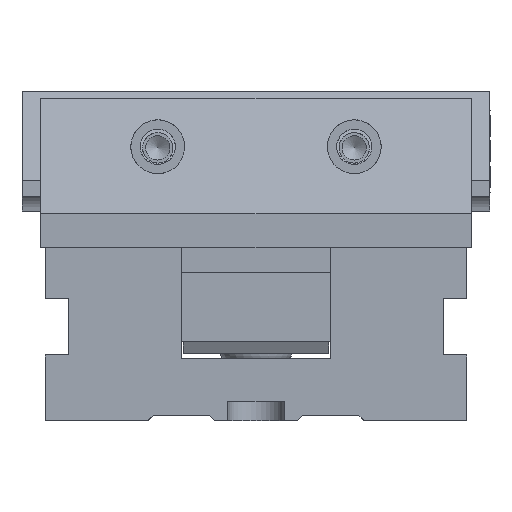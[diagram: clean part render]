
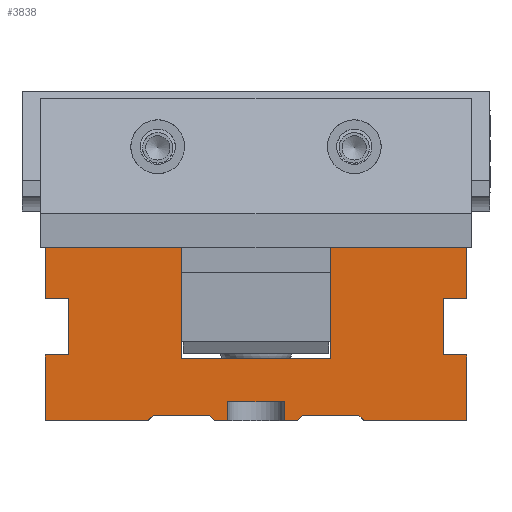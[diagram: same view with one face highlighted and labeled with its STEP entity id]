
A CAD part, left-side view. The second image highlights one B-rep face of the part: STEP entity #3838.
In plain terms, the highlighted planar face has unit normal (-1, 0, 0).
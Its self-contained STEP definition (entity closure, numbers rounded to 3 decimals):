
#3838=ADVANCED_FACE('',(#4415),#4129,.T.);
#4129=PLANE('',#10751);
#4415=FACE_OUTER_BOUND('',#4896,.T.);
#4896=EDGE_LOOP('',(#7890,#7891,#7892,#7893,#7894,#7895,#7896,#7897,#7898,
#7899,#7900,#7901,#7902,#7903,#7904,#7905,#7906,#7907,#7908,#7909,#7910,
#7911,#7912,#7913,#7914,#7915,#7916,#7917));
#5494=LINE('',#14944,#6178);
#5500=LINE('',#14963,#6184);
#5504=LINE('',#14972,#6188);
#5506=LINE('',#14976,#6190);
#5513=LINE('',#14992,#6197);
#5517=LINE('',#15002,#6201);
#5520=LINE('',#15010,#6204);
#5530=LINE('',#15036,#6214);
#5533=LINE('',#15042,#6217);
#5538=LINE('',#15053,#6222);
#5574=LINE('',#15141,#6258);
#5575=LINE('',#15143,#6259);
#5576=LINE('',#15145,#6260);
#5577=LINE('',#15147,#6261);
#5578=LINE('',#15149,#6262);
#5579=LINE('',#15150,#6263);
#5580=LINE('',#15152,#6264);
#5581=LINE('',#15153,#6265);
#5582=LINE('',#15155,#6266);
#5583=LINE('',#15157,#6267);
#5584=LINE('',#15158,#6268);
#5585=LINE('',#15160,#6269);
#5586=LINE('',#15162,#6270);
#5587=LINE('',#15163,#6271);
#5588=LINE('',#15165,#6272);
#5589=LINE('',#15167,#6273);
#5590=LINE('',#15169,#6274);
#5591=LINE('',#15170,#6275);
#6178=VECTOR('',#12317,1.);
#6184=VECTOR('',#12333,1.);
#6188=VECTOR('',#12339,1.);
#6190=VECTOR('',#12343,1.);
#6197=VECTOR('',#12354,1.);
#6201=VECTOR('',#12362,1.);
#6204=VECTOR('',#12367,1.);
#6214=VECTOR('',#12385,1.);
#6217=VECTOR('',#12390,1.);
#6222=VECTOR('',#12401,1.);
#6258=VECTOR('',#12469,1.);
#6259=VECTOR('',#12472,1.);
#6260=VECTOR('',#12473,1.);
#6261=VECTOR('',#12474,1.);
#6262=VECTOR('',#12475,1.);
#6263=VECTOR('',#12476,1.);
#6264=VECTOR('',#12477,1.);
#6265=VECTOR('',#12478,1.);
#6266=VECTOR('',#12479,1.);
#6267=VECTOR('',#12480,1.);
#6268=VECTOR('',#12481,1.);
#6269=VECTOR('',#12482,1.);
#6270=VECTOR('',#12483,1.);
#6271=VECTOR('',#12484,1.);
#6272=VECTOR('',#12485,1.);
#6273=VECTOR('',#12486,1.);
#6274=VECTOR('',#12487,1.);
#6275=VECTOR('',#12488,1.);
#7890=ORIENTED_EDGE('',*,*,#9832,.F.);
#7891=ORIENTED_EDGE('',*,*,#9765,.T.);
#7892=ORIENTED_EDGE('',*,*,#9833,.F.);
#7893=ORIENTED_EDGE('',*,*,#9834,.F.);
#7894=ORIENTED_EDGE('',*,*,#9835,.F.);
#7895=ORIENTED_EDGE('',*,*,#9761,.T.);
#7896=ORIENTED_EDGE('',*,*,#9836,.F.);
#7897=ORIENTED_EDGE('',*,*,#9837,.F.);
#7898=ORIENTED_EDGE('',*,*,#9733,.F.);
#7899=ORIENTED_EDGE('',*,*,#9781,.T.);
#7900=ORIENTED_EDGE('',*,*,#9831,.T.);
#7901=ORIENTED_EDGE('',*,*,#9838,.F.);
#7902=ORIENTED_EDGE('',*,*,#9839,.F.);
#7903=ORIENTED_EDGE('',*,*,#9840,.F.);
#7904=ORIENTED_EDGE('',*,*,#9787,.T.);
#7905=ORIENTED_EDGE('',*,*,#9742,.T.);
#7906=ORIENTED_EDGE('',*,*,#9841,.F.);
#7907=ORIENTED_EDGE('',*,*,#9842,.F.);
#7908=ORIENTED_EDGE('',*,*,#9843,.F.);
#7909=ORIENTED_EDGE('',*,*,#9746,.T.);
#7910=ORIENTED_EDGE('',*,*,#9778,.F.);
#7911=ORIENTED_EDGE('',*,*,#9844,.F.);
#7912=ORIENTED_EDGE('',*,*,#9845,.F.);
#7913=ORIENTED_EDGE('',*,*,#9846,.F.);
#7914=ORIENTED_EDGE('',*,*,#9847,.F.);
#7915=ORIENTED_EDGE('',*,*,#9748,.T.);
#7916=ORIENTED_EDGE('',*,*,#9756,.F.);
#7917=ORIENTED_EDGE('',*,*,#9848,.F.);
#8844=VERTEX_POINT('',#14943);
#8845=VERTEX_POINT('',#14945);
#8852=VERTEX_POINT('',#14962);
#8853=VERTEX_POINT('',#14964);
#8856=VERTEX_POINT('',#14971);
#8857=VERTEX_POINT('',#14973);
#8858=VERTEX_POINT('',#14977);
#8859=VERTEX_POINT('',#14978);
#8864=VERTEX_POINT('',#14991);
#8868=VERTEX_POINT('',#15001);
#8869=VERTEX_POINT('',#15003);
#8872=VERTEX_POINT('',#15009);
#8873=VERTEX_POINT('',#15011);
#8884=VERTEX_POINT('',#15035);
#8886=VERTEX_POINT('',#15041);
#8890=VERTEX_POINT('',#15054);
#8925=VERTEX_POINT('',#15140);
#8926=VERTEX_POINT('',#15144);
#8927=VERTEX_POINT('',#15146);
#8928=VERTEX_POINT('',#15148);
#8929=VERTEX_POINT('',#15151);
#8930=VERTEX_POINT('',#15154);
#8931=VERTEX_POINT('',#15156);
#8932=VERTEX_POINT('',#15159);
#8933=VERTEX_POINT('',#15161);
#8934=VERTEX_POINT('',#15164);
#8935=VERTEX_POINT('',#15166);
#8936=VERTEX_POINT('',#15168);
#9733=EDGE_CURVE('',#8844,#8845,#5494,.T.);
#9742=EDGE_CURVE('',#8853,#8852,#5500,.T.);
#9746=EDGE_CURVE('',#8857,#8856,#5504,.T.);
#9748=EDGE_CURVE('',#8858,#8859,#5506,.T.);
#9756=EDGE_CURVE('',#8864,#8859,#5513,.T.);
#9761=EDGE_CURVE('',#8869,#8868,#5517,.T.);
#9765=EDGE_CURVE('',#8873,#8872,#5520,.T.);
#9778=EDGE_CURVE('',#8884,#8856,#5530,.T.);
#9781=EDGE_CURVE('',#8844,#8886,#5533,.T.);
#9787=EDGE_CURVE('',#8890,#8853,#5538,.T.);
#9831=EDGE_CURVE('',#8886,#8925,#5574,.T.);
#9832=EDGE_CURVE('',#8873,#8926,#5575,.T.);
#9833=EDGE_CURVE('',#8927,#8872,#5576,.T.);
#9834=EDGE_CURVE('',#8928,#8927,#5577,.T.);
#9835=EDGE_CURVE('',#8869,#8928,#5578,.T.);
#9836=EDGE_CURVE('',#8929,#8868,#5579,.T.);
#9837=EDGE_CURVE('',#8845,#8929,#5580,.T.);
#9838=EDGE_CURVE('',#8930,#8925,#5581,.T.);
#9839=EDGE_CURVE('',#8931,#8930,#5582,.T.);
#9840=EDGE_CURVE('',#8890,#8931,#5583,.T.);
#9841=EDGE_CURVE('',#8932,#8852,#5584,.T.);
#9842=EDGE_CURVE('',#8933,#8932,#5585,.T.);
#9843=EDGE_CURVE('',#8857,#8933,#5586,.T.);
#9844=EDGE_CURVE('',#8934,#8884,#5587,.T.);
#9845=EDGE_CURVE('',#8935,#8934,#5588,.T.);
#9846=EDGE_CURVE('',#8936,#8935,#5589,.T.);
#9847=EDGE_CURVE('',#8858,#8936,#5590,.T.);
#9848=EDGE_CURVE('',#8926,#8864,#5591,.T.);
#10751=AXIS2_PLACEMENT_3D('',#15171,#12489,#12490);
#12317=DIRECTION('',(0.,0.707,0.707));
#12333=DIRECTION('',(0.,1.,0.));
#12339=DIRECTION('',(0.,1.,0.));
#12343=DIRECTION('',(0.,-1.,0.));
#12354=DIRECTION('',(0.,0.707,-0.707));
#12362=DIRECTION('',(0.,-1.,0.));
#12367=DIRECTION('',(0.,-1.,0.));
#12385=DIRECTION('',(0.,0.,1.));
#12390=DIRECTION('',(0.,-1.,0.));
#12401=DIRECTION('',(0.,0.,1.));
#12469=DIRECTION('',(0.,0.,1.));
#12472=DIRECTION('',(0.,0.707,0.707));
#12473=DIRECTION('',(0.,0.,-1.));
#12474=DIRECTION('',(0.,1.,0.));
#12475=DIRECTION('',(0.,0.,1.));
#12476=DIRECTION('',(0.,0.707,-0.707));
#12477=DIRECTION('',(0.,1.,0.));
#12478=DIRECTION('',(0.,-1.,0.));
#12479=DIRECTION('',(0.,0.,-1.));
#12480=DIRECTION('',(0.,1.,0.));
#12481=DIRECTION('',(0.,0.,1.));
#12482=DIRECTION('',(0.,-1.,0.));
#12483=DIRECTION('',(0.,0.,-1.));
#12484=DIRECTION('',(0.,1.,0.));
#12485=DIRECTION('',(0.,0.,1.));
#12486=DIRECTION('',(0.,-1.,0.));
#12487=DIRECTION('',(0.,0.,1.));
#12488=DIRECTION('',(0.,1.,0.));
#12489=DIRECTION('',(-1.,0.,0.));
#12490=DIRECTION('',(0.,0.,1.));
#14943=CARTESIAN_POINT('',(-141.001,-23.1,-17.3));
#14944=CARTESIAN_POINT('',(-141.001,-11.65,-5.85));
#14945=CARTESIAN_POINT('',(-141.001,-22.,-16.2));
#14962=CARTESIAN_POINT('',(-141.001,-16.,19.7));
#14963=CARTESIAN_POINT('',(-141.001,0.,19.7));
#14964=CARTESIAN_POINT('',(-141.001,-45.,19.7));
#14971=CARTESIAN_POINT('',(-141.001,45.,19.7));
#14972=CARTESIAN_POINT('',(-141.001,0.,19.7));
#14973=CARTESIAN_POINT('',(-141.001,16.,19.7));
#14976=CARTESIAN_POINT('',(-141.001,0.,-17.3));
#14977=CARTESIAN_POINT('',(-141.001,45.,-17.3));
#14978=CARTESIAN_POINT('',(-141.001,23.1,-17.3));
#14991=CARTESIAN_POINT('',(-141.001,22.,-16.2));
#14992=CARTESIAN_POINT('',(-141.001,11.65,-5.85));
#15001=CARTESIAN_POINT('',(-141.001,-8.9,-17.3));
#15002=CARTESIAN_POINT('',(-141.001,0.,-17.3));
#15003=CARTESIAN_POINT('',(-141.001,-6.,-17.3));
#15009=CARTESIAN_POINT('',(-141.001,6.,-17.3));
#15010=CARTESIAN_POINT('',(-141.001,0.,-17.3));
#15011=CARTESIAN_POINT('',(-141.001,8.9,-17.3));
#15035=CARTESIAN_POINT('',(-141.001,45.,8.8));
#15036=CARTESIAN_POINT('',(-141.001,45.,-17.5));
#15041=CARTESIAN_POINT('',(-141.001,-45.,-17.3));
#15042=CARTESIAN_POINT('',(-141.001,0.,-17.3));
#15053=CARTESIAN_POINT('',(-141.001,-45.,-17.5));
#15054=CARTESIAN_POINT('',(-141.001,-45.,8.8));
#15140=CARTESIAN_POINT('',(-141.001,-45.,-3.2));
#15141=CARTESIAN_POINT('',(-141.001,-45.,-17.5));
#15143=CARTESIAN_POINT('',(-141.001,4.35,-21.85));
#15144=CARTESIAN_POINT('',(-141.001,10.,-16.2));
#15145=CARTESIAN_POINT('',(-141.001,6.,-17.5));
#15146=CARTESIAN_POINT('',(-141.001,6.,-13.2));
#15147=CARTESIAN_POINT('',(-141.001,0.,-13.2));
#15148=CARTESIAN_POINT('',(-141.001,-6.,-13.2));
#15149=CARTESIAN_POINT('',(-141.001,-6.,-17.5));
#15150=CARTESIAN_POINT('',(-141.001,-4.35,-21.85));
#15151=CARTESIAN_POINT('',(-141.001,-10.,-16.2));
#15152=CARTESIAN_POINT('',(-141.001,0.,-16.2));
#15153=CARTESIAN_POINT('',(-141.001,0.,-3.2));
#15154=CARTESIAN_POINT('',(-141.001,-40.,-3.2));
#15155=CARTESIAN_POINT('',(-141.001,-40.,-17.5));
#15156=CARTESIAN_POINT('',(-141.001,-40.,8.8));
#15157=CARTESIAN_POINT('',(-141.001,0.,8.8));
#15158=CARTESIAN_POINT('',(-141.001,-16.,-17.5));
#15159=CARTESIAN_POINT('',(-141.001,-16.,-3.9));
#15160=CARTESIAN_POINT('',(-141.001,0.,-3.9));
#15161=CARTESIAN_POINT('',(-141.001,16.,-3.9));
#15162=CARTESIAN_POINT('',(-141.001,16.,-17.5));
#15163=CARTESIAN_POINT('',(-141.001,0.,8.8));
#15164=CARTESIAN_POINT('',(-141.001,40.,8.8));
#15165=CARTESIAN_POINT('',(-141.001,40.,-17.5));
#15166=CARTESIAN_POINT('',(-141.001,40.,-3.2));
#15167=CARTESIAN_POINT('',(-141.001,0.,-3.2));
#15168=CARTESIAN_POINT('',(-141.001,45.,-3.2));
#15169=CARTESIAN_POINT('',(-141.001,45.,-17.5));
#15170=CARTESIAN_POINT('',(-141.001,0.,-16.2));
#15171=CARTESIAN_POINT('',(-141.001,0.,-17.5));
